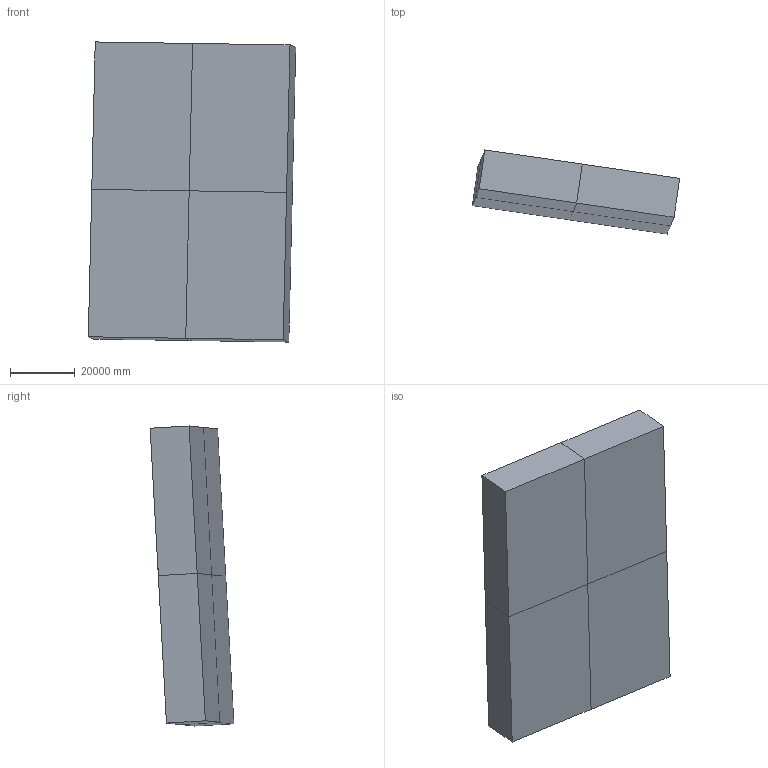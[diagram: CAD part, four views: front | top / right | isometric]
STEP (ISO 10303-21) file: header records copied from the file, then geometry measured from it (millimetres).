
FILE_DESCRIPTION (( 'STEP AP203' ), '1' );
FILE_NAME ('full_transdec_part_newcoordinate.STEP', '2021-01-16T09:30:56', ( '' ), ( '' ), 'SwSTEP 2.0', 'SolidWorks 2019', '' );
FILE_SCHEMA (( 'CONFIG_CONTROL_DESIGN' ));
Length unit declared in the file: metre
Products named in the file (1): full_transdec_part_newcoordinate
Bounding box: 64198.78 x 25935.12 x 92905.58 mm (x, y, z)
Volume: 39559613240884.8 mm3; surface area: 17208246842.1 mm2
Topology: 4 solids, 4 shells, 40 faces, 92 edges, 56 vertices
Faces by surface type: plane 28, bspline 8, cylinder 4
Entity records: 2913 total; most frequent: CARTESIAN_POINT 2031, ORIENTED_EDGE 176, DIRECTION 138, EDGE_CURVE 88, VECTOR 56, LINE 56, VERTEX_POINT 56, AXIS2_PLACEMENT_3D 41
